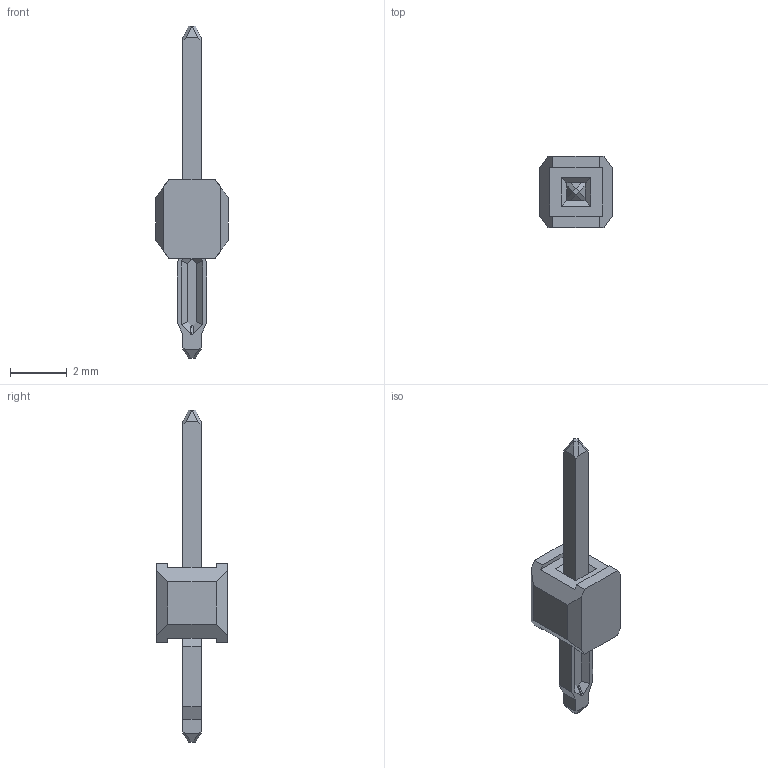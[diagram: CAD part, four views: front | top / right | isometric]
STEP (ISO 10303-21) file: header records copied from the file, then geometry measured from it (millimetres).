
FILE_DESCRIPTION(('STEP AP214'),'1');
FILE_NAME('slp_1_16_117_1_g.stp','2020-03-16T08:04:38',('TraceParts'),('TraceParts S.A.'),'Spatial InterOp 3D',' ',' ');
FILE_SCHEMA(('AUTOMOTIVE_DESIGN { 1 0 10303 214 1 1 1 1 }'));
Length unit declared in the file: millimetre
Products named in the file (1): slp_1_16_117_1_g_1
Bounding box: 2.54 x 2.5 x 11.7 mm (x, y, z)
Volume: 18.6 mm3; surface area: 73 mm2
Topology: 2 solids, 2 shells, 87 faces, 233 edges, 152 vertices
Faces by surface type: plane 79, cylinder 8
Entity records: 3399 total; most frequent: CARTESIAN_POINT 474, ORIENTED_EDGE 466, DIRECTION 427, EDGE_CURVE 233, LINE 217, VECTOR 217, VERTEX_POINT 152, AXIS2_PLACEMENT_3D 105
